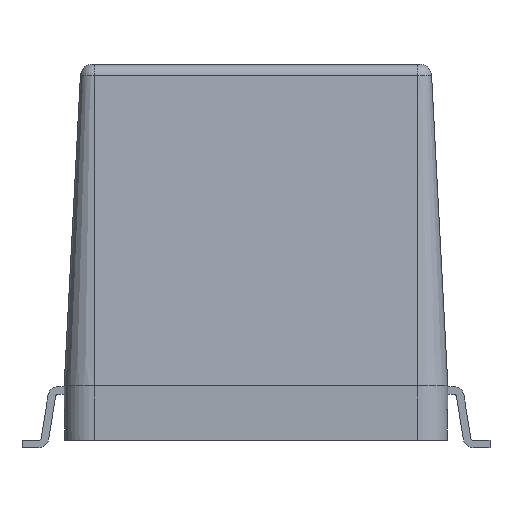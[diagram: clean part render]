
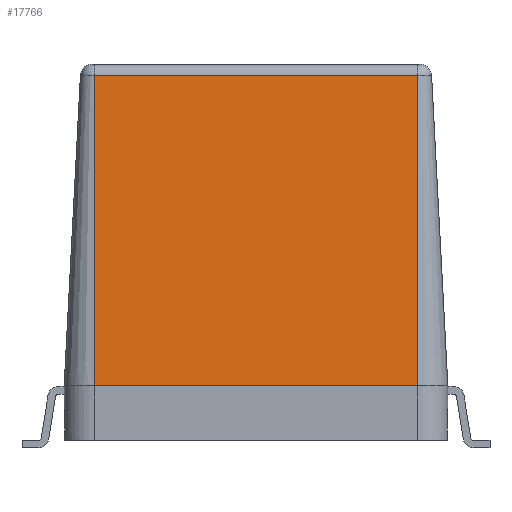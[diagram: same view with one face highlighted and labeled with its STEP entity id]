
A CAD part, front view. The second image highlights one B-rep face of the part: STEP entity #17766.
In plain terms, the highlighted face is planar.
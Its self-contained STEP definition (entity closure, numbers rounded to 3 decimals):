
#1366=LINE('',#26228,#2767);
#1408=LINE('',#26396,#2809);
#1409=LINE('',#26400,#2810);
#1410=LINE('',#26402,#2811);
#2767=VECTOR('',#21910,1000.);
#2809=VECTOR('',#22082,1000.);
#2810=VECTOR('',#22087,1000.);
#2811=VECTOR('',#22088,1000.);
#6343=ORIENTED_EDGE('',*,*,#8577,.F.);
#6344=ORIENTED_EDGE('',*,*,#8499,.T.);
#6345=ORIENTED_EDGE('',*,*,#8579,.T.);
#6346=ORIENTED_EDGE('',*,*,#8580,.T.);
#8499=EDGE_CURVE('',#9768,#9771,#1366,.T.);
#8577=EDGE_CURVE('',#9768,#9817,#1408,.T.);
#8579=EDGE_CURVE('',#9771,#9818,#1409,.T.);
#8580=EDGE_CURVE('',#9818,#9817,#1410,.T.);
#9768=VERTEX_POINT('',#26222);
#9771=VERTEX_POINT('',#26227);
#9817=VERTEX_POINT('',#26397);
#9818=VERTEX_POINT('',#26401);
#10824=EDGE_LOOP('',(#6343,#6344,#6345,#6346));
#11595=FACE_BOUND('',#10824,.T.);
#12204=PLANE('',#18758);
#17766=ADVANCED_FACE('',(#11595),#12204,.T.);
#18758=AXIS2_PLACEMENT_3D('',#26399,#22085,#22086);
#21910=DIRECTION('',(0.,-1.,0.));
#22082=DIRECTION('',(0.052,0.,-0.999));
#22085=DIRECTION('',(0.999,0.,0.052));
#22086=DIRECTION('',(0.052,0.,-0.999));
#22087=DIRECTION('',(0.052,0.,-0.999));
#22088=DIRECTION('',(0.,1.,0.));
#26222=CARTESIAN_POINT('',(13.747,5.35,12.071));
#26227=CARTESIAN_POINT('',(13.747,-5.35,12.071));
#26228=CARTESIAN_POINT('',(13.747,-5.35,12.071));
#26396=CARTESIAN_POINT('',(14.285,5.35,1.8));
#26397=CARTESIAN_POINT('',(14.285,5.35,1.8));
#26399=CARTESIAN_POINT('',(14.285,0.,1.8));
#26400=CARTESIAN_POINT('',(14.285,-5.35,1.8));
#26401=CARTESIAN_POINT('',(14.285,-5.35,1.8));
#26402=CARTESIAN_POINT('',(14.285,-5.35,1.8));
